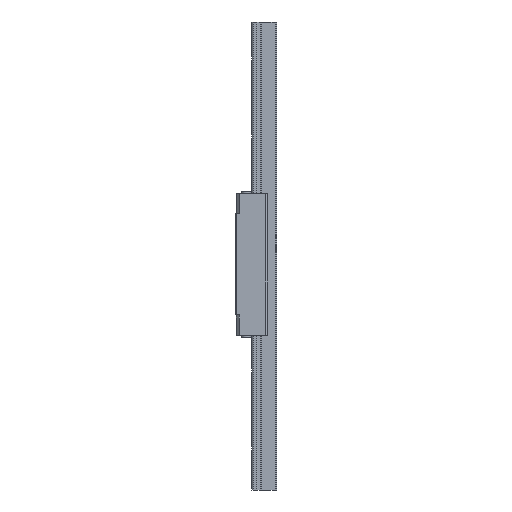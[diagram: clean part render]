
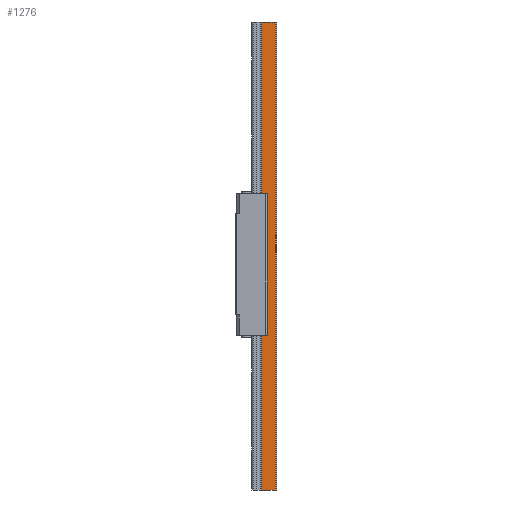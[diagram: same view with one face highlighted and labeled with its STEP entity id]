
A CAD part, left-side view. The second image highlights one B-rep face of the part: STEP entity #1276.
In plain terms, the highlighted planar face has unit normal (-1, 0, 0).
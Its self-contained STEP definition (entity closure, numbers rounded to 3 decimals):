
#94 = PLANE('',#95);
#95 = AXIS2_PLACEMENT_3D('',#96,#97,#98);
#96 = CARTESIAN_POINT('',(0.,4.227,0.));
#97 = DIRECTION('',(0.,0.,1.));
#98 = DIRECTION('',(1.,0.,0.));
#175 = VERTEX_POINT('',#176);
#176 = CARTESIAN_POINT('',(-6.,4.9,0.));
#190 = PLANE('',#191);
#191 = AXIS2_PLACEMENT_3D('',#192,#193,#194);
#192 = CARTESIAN_POINT('',(-5.9,5.,0.));
#193 = DIRECTION('',(-0.707,0.707,0.));
#194 = DIRECTION('',(0.,0.,1.));
#202 = EDGE_CURVE('',#175,#203,#205,.T.);
#203 = VERTEX_POINT('',#204);
#204 = CARTESIAN_POINT('',(-6.,0.5,0.));
#205 = SURFACE_CURVE('',#206,(#210,#217),.PCURVE_S1.);
#206 = LINE('',#207,#208);
#207 = CARTESIAN_POINT('',(-6.,5.1,0.));
#208 = VECTOR('',#209,1.);
#209 = DIRECTION('',(0.,-1.,0.));
#210 = PCURVE('',#94,#211);
#211 = DEFINITIONAL_REPRESENTATION('',(#212),#216);
#212 = LINE('',#213,#214);
#213 = CARTESIAN_POINT('',(-6.,0.873));
#214 = VECTOR('',#215,1.);
#215 = DIRECTION('',(0.,-1.));
#216 = ( GEOMETRIC_REPRESENTATION_CONTEXT(2) 
PARAMETRIC_REPRESENTATION_CONTEXT() REPRESENTATION_CONTEXT('2D SPACE',''
  ) );
#217 = PCURVE('',#218,#223);
#218 = PLANE('',#219);
#219 = AXIS2_PLACEMENT_3D('',#220,#221,#222);
#220 = CARTESIAN_POINT('',(-6.,5.1,0.));
#221 = DIRECTION('',(-1.,0.,0.));
#222 = DIRECTION('',(0.,-1.,0.));
#223 = DEFINITIONAL_REPRESENTATION('',(#224),#228);
#224 = LINE('',#225,#226);
#225 = CARTESIAN_POINT('',(0.,0.));
#226 = VECTOR('',#227,1.);
#227 = DIRECTION('',(1.,0.));
#228 = ( GEOMETRIC_REPRESENTATION_CONTEXT(2) 
PARAMETRIC_REPRESENTATION_CONTEXT() REPRESENTATION_CONTEXT('2D SPACE',''
  ) );
#246 = PLANE('',#247);
#247 = AXIS2_PLACEMENT_3D('',#248,#249,#250);
#248 = CARTESIAN_POINT('',(-5.75,0.25,0.));
#249 = DIRECTION('',(-0.707,-0.707,0.));
#250 = DIRECTION('',(0.,0.,1.));
#691 = PLANE('',#692);
#692 = AXIS2_PLACEMENT_3D('',#693,#694,#695);
#693 = CARTESIAN_POINT('',(0.,4.227,-150.));
#694 = DIRECTION('',(0.,0.,1.));
#695 = DIRECTION('',(1.,0.,0.));
#973 = EDGE_CURVE('',#175,#974,#976,.T.);
#974 = VERTEX_POINT('',#975);
#975 = CARTESIAN_POINT('',(-6.,4.9,-150.));
#976 = SURFACE_CURVE('',#977,(#981,#988),.PCURVE_S1.);
#977 = LINE('',#978,#979);
#978 = CARTESIAN_POINT('',(-6.,4.9,0.));
#979 = VECTOR('',#980,1.);
#980 = DIRECTION('',(-0.,-0.,-1.));
#981 = PCURVE('',#190,#982);
#982 = DEFINITIONAL_REPRESENTATION('',(#983),#987);
#983 = LINE('',#984,#985);
#984 = CARTESIAN_POINT('',(-0.,-0.141));
#985 = VECTOR('',#986,1.);
#986 = DIRECTION('',(-1.,0.));
#987 = ( GEOMETRIC_REPRESENTATION_CONTEXT(2) 
PARAMETRIC_REPRESENTATION_CONTEXT() REPRESENTATION_CONTEXT('2D SPACE',''
  ) );
#988 = PCURVE('',#218,#989);
#989 = DEFINITIONAL_REPRESENTATION('',(#990),#994);
#990 = LINE('',#991,#992);
#991 = CARTESIAN_POINT('',(0.2,0.));
#992 = VECTOR('',#993,1.);
#993 = DIRECTION('',(0.,-1.));
#994 = ( GEOMETRIC_REPRESENTATION_CONTEXT(2) 
PARAMETRIC_REPRESENTATION_CONTEXT() REPRESENTATION_CONTEXT('2D SPACE',''
  ) );
#1276 = ADVANCED_FACE('',(#1277),#218,.T.);
#1277 = FACE_BOUND('',#1278,.T.);
#1278 = EDGE_LOOP('',(#1279,#1280,#1281,#1304));
#1279 = ORIENTED_EDGE('',*,*,#202,.F.);
#1280 = ORIENTED_EDGE('',*,*,#973,.T.);
#1281 = ORIENTED_EDGE('',*,*,#1282,.T.);
#1282 = EDGE_CURVE('',#974,#1283,#1285,.T.);
#1283 = VERTEX_POINT('',#1284);
#1284 = CARTESIAN_POINT('',(-6.,0.5,-150.));
#1285 = SURFACE_CURVE('',#1286,(#1290,#1297),.PCURVE_S1.);
#1286 = LINE('',#1287,#1288);
#1287 = CARTESIAN_POINT('',(-6.,5.1,-150.));
#1288 = VECTOR('',#1289,1.);
#1289 = DIRECTION('',(0.,-1.,0.));
#1290 = PCURVE('',#218,#1291);
#1291 = DEFINITIONAL_REPRESENTATION('',(#1292),#1296);
#1292 = LINE('',#1293,#1294);
#1293 = CARTESIAN_POINT('',(0.,-150.));
#1294 = VECTOR('',#1295,1.);
#1295 = DIRECTION('',(1.,0.));
#1296 = ( GEOMETRIC_REPRESENTATION_CONTEXT(2) 
PARAMETRIC_REPRESENTATION_CONTEXT() REPRESENTATION_CONTEXT('2D SPACE',''
  ) );
#1297 = PCURVE('',#691,#1298);
#1298 = DEFINITIONAL_REPRESENTATION('',(#1299),#1303);
#1299 = LINE('',#1300,#1301);
#1300 = CARTESIAN_POINT('',(-6.,0.873));
#1301 = VECTOR('',#1302,1.);
#1302 = DIRECTION('',(0.,-1.));
#1303 = ( GEOMETRIC_REPRESENTATION_CONTEXT(2) 
PARAMETRIC_REPRESENTATION_CONTEXT() REPRESENTATION_CONTEXT('2D SPACE',''
  ) );
#1304 = ORIENTED_EDGE('',*,*,#1305,.F.);
#1305 = EDGE_CURVE('',#203,#1283,#1306,.T.);
#1306 = SURFACE_CURVE('',#1307,(#1311,#1318),.PCURVE_S1.);
#1307 = LINE('',#1308,#1309);
#1308 = CARTESIAN_POINT('',(-6.,0.5,0.));
#1309 = VECTOR('',#1310,1.);
#1310 = DIRECTION('',(-0.,-0.,-1.));
#1311 = PCURVE('',#218,#1312);
#1312 = DEFINITIONAL_REPRESENTATION('',(#1313),#1317);
#1313 = LINE('',#1314,#1315);
#1314 = CARTESIAN_POINT('',(4.6,0.));
#1315 = VECTOR('',#1316,1.);
#1316 = DIRECTION('',(0.,-1.));
#1317 = ( GEOMETRIC_REPRESENTATION_CONTEXT(2) 
PARAMETRIC_REPRESENTATION_CONTEXT() REPRESENTATION_CONTEXT('2D SPACE',''
  ) );
#1318 = PCURVE('',#246,#1319);
#1319 = DEFINITIONAL_REPRESENTATION('',(#1320),#1324);
#1320 = LINE('',#1321,#1322);
#1321 = CARTESIAN_POINT('',(-0.,0.354));
#1322 = VECTOR('',#1323,1.);
#1323 = DIRECTION('',(-1.,0.));
#1324 = ( GEOMETRIC_REPRESENTATION_CONTEXT(2) 
PARAMETRIC_REPRESENTATION_CONTEXT() REPRESENTATION_CONTEXT('2D SPACE',''
  ) );
